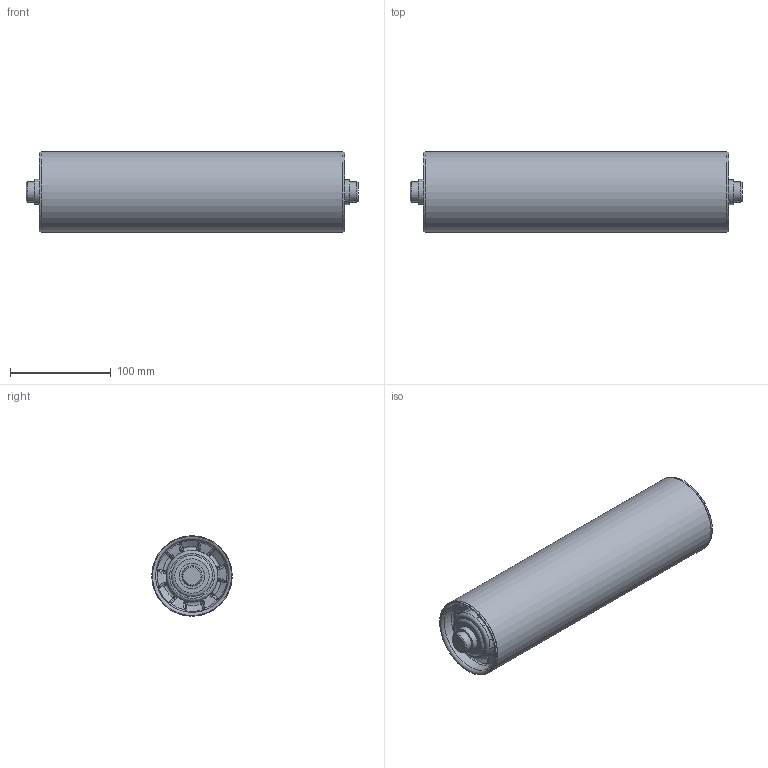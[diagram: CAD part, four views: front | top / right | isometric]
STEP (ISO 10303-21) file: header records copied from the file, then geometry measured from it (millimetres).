
FILE_DESCRIPTION((''),'2;1');
FILE_NAME('ALFOTEC_TR2_80x2,0_ST_A20_ML300_AL330_glatt.stp',('ALFOTEC GmbH'),'Die Weitergabe, Vervielfaeltigung und Verwertung der technischen Zeichnung ist nur mit ausdruecklicher Einwilligung des Urhebers gestattet. Technische Aenderungen sowie bei Verstoessen Ansprueche auf Schadenersatz (auch fuer den Fall einer Patent-, Gebra');
FILE_SCHEMA(('CONFIG_CONTROL_DESIGN'));
Length unit declared in the file: millimetre
Products named in the file (1): TR_Shrinkwrap_1
Bounding box: 330 x 80 x 80 mm (x, y, z)
Volume: 1460100 mm3; surface area: 100896.9 mm2
Topology: 1 solids, 1 shells, 275 faces, 685 edges, 400 vertices
Faces by surface type: bspline 144, plane 38, cylinder 35, torus 32, cone 26
Full cylindrical faces by diameter (mm): 20 x2, 20.2 x2, 25 x2, 72.5 x2, 79.5 x2, 80 x1
Entity records: 12731 total; most frequent: CARTESIAN_POINT 6946, ORIENTED_EDGE 1264, DIRECTION 904, EDGE_CURVE 632, AXIS2_PLACEMENT_3D 428, VERTEX_POINT 392, EDGE_LOOP 308, CIRCLE 296
